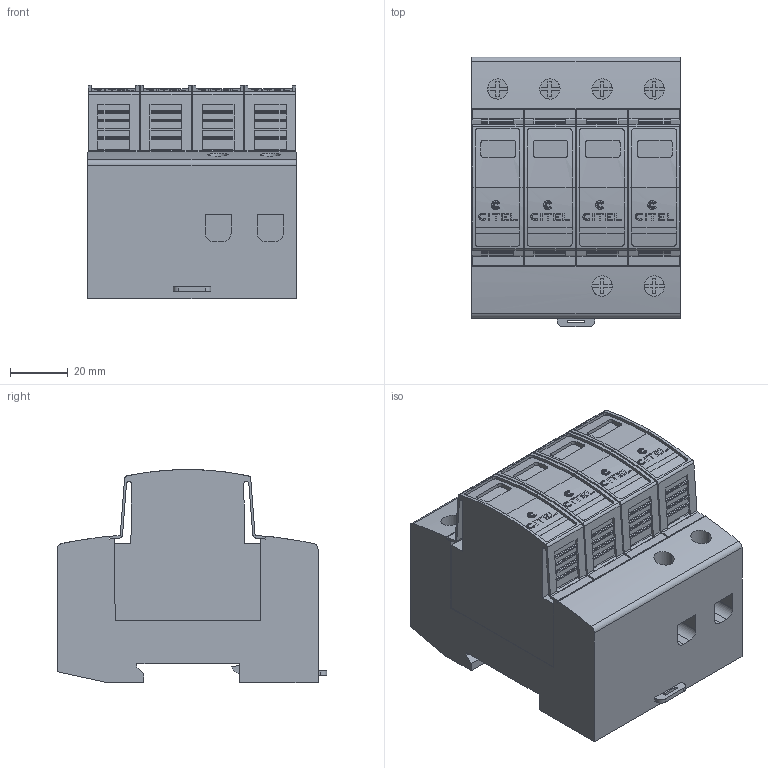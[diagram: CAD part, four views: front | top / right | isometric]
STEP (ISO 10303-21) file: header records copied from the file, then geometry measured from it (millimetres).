
FILE_DESCRIPTION(('STEP AP242'),'1');
FILE_NAME('dac50vg-40-150.stp','2021-11-08T13:12:07',('TraceParts'),('TraceParts S.A.'),'Spatial InterOp 3D',' ',' ');
FILE_SCHEMA(('AP242_MANAGED_MODEL_BASED_3D_ENGINEERING_MIM_LF {1 0 10303 442 1 1 4}'));
Length unit declared in the file: millimetre
Products named in the file (1): dac50vg-40-150
Bounding box: 72 x 93 x 73.5 mm (x, y, z)
Volume: 348327.2 mm3; surface area: 62958.7 mm2
Topology: 1 solids, 1 shells, 1056 faces, 2937 edges, 1952 vertices
Faces by surface type: plane 768, cylinder 288
Entity records: 44851 total; most frequent: CARTESIAN_POINT 8744, ORIENTED_EDGE 5874, DIRECTION 5709, EDGE_CURVE 2937, LINE 1987, VECTOR 1987, VERTEX_POINT 1952, AXIS2_PLACEMENT_3D 1861
